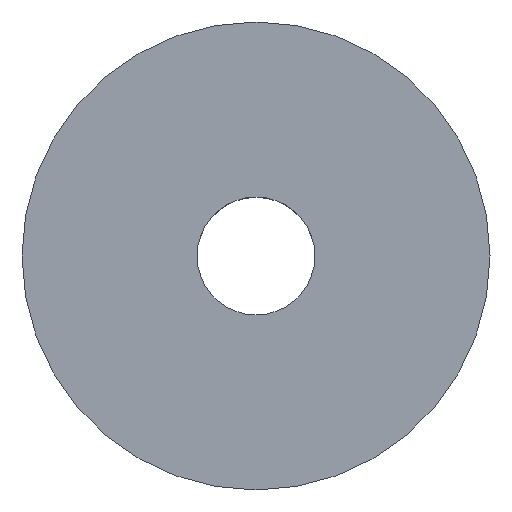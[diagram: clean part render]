
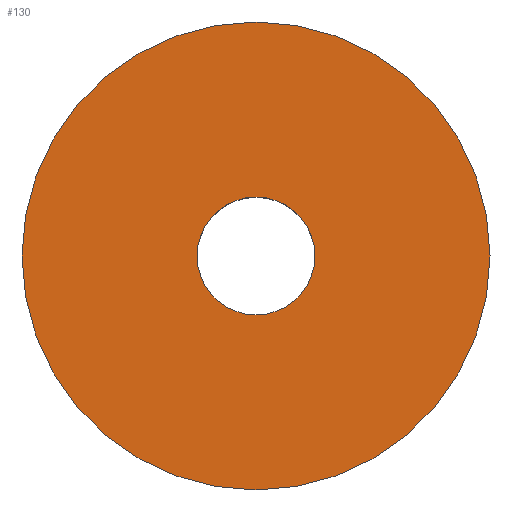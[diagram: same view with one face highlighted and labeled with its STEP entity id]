
A CAD part, top view. The second image highlights one B-rep face of the part: STEP entity #130.
In plain terms, the highlighted planar face has unit normal (0, 0, 1).
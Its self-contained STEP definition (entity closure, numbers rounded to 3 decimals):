
#17=FACE_BOUND('',#44,.T.);
#20=PLANE('',#163);
#32=FACE_OUTER_BOUND('',#43,.T.);
#43=EDGE_LOOP('',(#117));
#44=EDGE_LOOP('',(#118));
#62=CIRCLE('',#156,1.7);
#64=CIRCLE('',#160,6.75);
#71=VERTEX_POINT('',#229);
#73=VERTEX_POINT('',#237);
#83=EDGE_CURVE('',#71,#71,#62,.T.);
#87=EDGE_CURVE('',#73,#73,#64,.T.);
#117=ORIENTED_EDGE('',*,*,#87,.F.);
#118=ORIENTED_EDGE('',*,*,#83,.T.);
#130=ADVANCED_FACE('',(#32,#17),#20,.F.);
#156=AXIS2_PLACEMENT_3D('',#230,#190,#191);
#160=AXIS2_PLACEMENT_3D('',#238,#200,#201);
#163=AXIS2_PLACEMENT_3D('',#242,#207,#208);
#190=DIRECTION('center_axis',(0.,0.,-1.));
#191=DIRECTION('ref_axis',(0.,1.,0.));
#200=DIRECTION('center_axis',(0.,0.,-1.));
#201=DIRECTION('ref_axis',(0.,1.,0.));
#207=DIRECTION('center_axis',(0.,0.,-1.));
#208=DIRECTION('ref_axis',(0.,1.,0.));
#229=CARTESIAN_POINT('',(0.,-1.7,0.));
#230=CARTESIAN_POINT('Origin',(0.,0.,0.));
#237=CARTESIAN_POINT('',(0.,6.75,0.));
#238=CARTESIAN_POINT('Origin',(0.,0.,0.));
#242=CARTESIAN_POINT('Origin',(0.,-1.7,0.));
